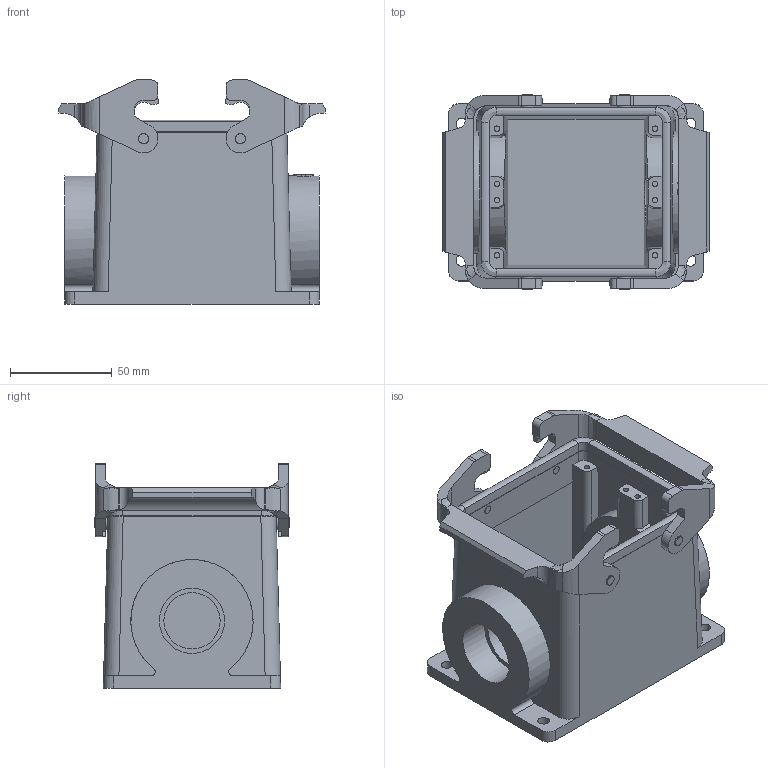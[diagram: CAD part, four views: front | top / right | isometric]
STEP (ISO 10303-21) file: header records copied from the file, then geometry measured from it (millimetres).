
FILE_DESCRIPTION(/* description */ (''),/* implementation_level */ '2;1');
FILE_NAME(/* name */ '100095027ugm000_e.stp',/* time_stamp */ '2020-03-12T12:30:09+01:00',/* author */ (''),/* organization */ (''),/* preprocessor_version */ 'ST-DEVELOPER v16.7',/* originating_system */ 'SIEMENS PLM Software NX 12.0',/* authorisation */ '');
FILE_SCHEMA (('AUTOMOTIVE_DESIGN { 1 0 10303 214 3 1 1 1 }'));
Length unit declared in the file: millimetre
Products named in the file (1): 100095027ugm000_e
Bounding box: 130.5 x 95.67 x 109.9 mm (x, y, z)
Volume: 354120.7 mm3; surface area: 105171 mm2
Topology: 3 solids, 3 shells, 463 faces, 1282 edges, 850 vertices
Faces by surface type: plane 277, cylinder 126, bspline 44, extrusion 8, cone 4, torus 4
Full cylindrical faces by diameter (mm): 0.671 x1, 0.984 x1, 2.74 x8, 4 x4, 4.8 x4, 5.1 x4, 5.6 x4, 7 x4, 27.6 x1, 28 x1, 32 x2
Entity records: 17981 total; most frequent: CARTESIAN_POINT 5342, ORIENTED_EDGE 2432, DIRECTION 2241, EDGE_CURVE 1216, VERTEX_POINT 821, VECTOR 765, LINE 757, AXIS2_PLACEMENT_3D 738
